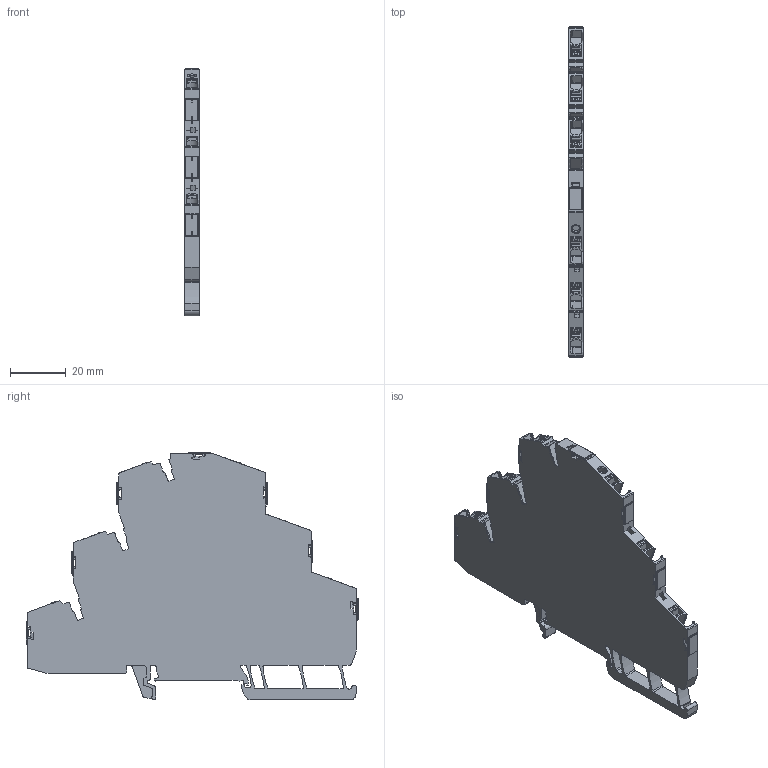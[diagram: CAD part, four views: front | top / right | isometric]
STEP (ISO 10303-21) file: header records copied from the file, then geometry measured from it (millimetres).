
FILE_DESCRIPTION(('CATIA V5 STEP Exchange','CAx-IF Rec.Pracs.--- Model Styling and Organization---1.5--- 2016-08-15','CAx-IF Rec.Pracs.---Supplemental Geometry---1.0---2011-11-01','CAx-IF Rec.Pracs.--- Composite Materials ---1.1---2010-07-15'),'2;1');
FILE_NAME ('1482448-3_2', '2025-05-13T07:36:06+00:00', ('none'), ('Weidmueller'), 'CATIA Version 5-6 Release 2022 SP4 HF5', 'CATIA V5 STEP AP214 v3', 'none');
FILE_SCHEMA(('AUTOMOTIVE_DESIGN { 1 0 10303 214 1 1 1 1 }'));
Products named in the file (1): 2902620000
Bounding box: 5.05 x 119.54 x 89.17 mm (x, y, z)
Volume: 32799.6 mm3; surface area: 18583.7 mm2
Topology: 1 solids, 1 shells, 1589 faces, 4536 edges, 2919 vertices
Faces by surface type: cylinder 759, plane 699, bspline 88, torus 39, cone 2, sphere 2
Entity records: 64212 total; most frequent: CARTESIAN_POINT 23585, ORIENTED_EDGE 9068, DIRECTION 6500, EDGE_CURVE 4534, VERTEX_POINT 2919, VECTOR 2752, LINE 2752, AXIS2_PLACEMENT_3D 2414
